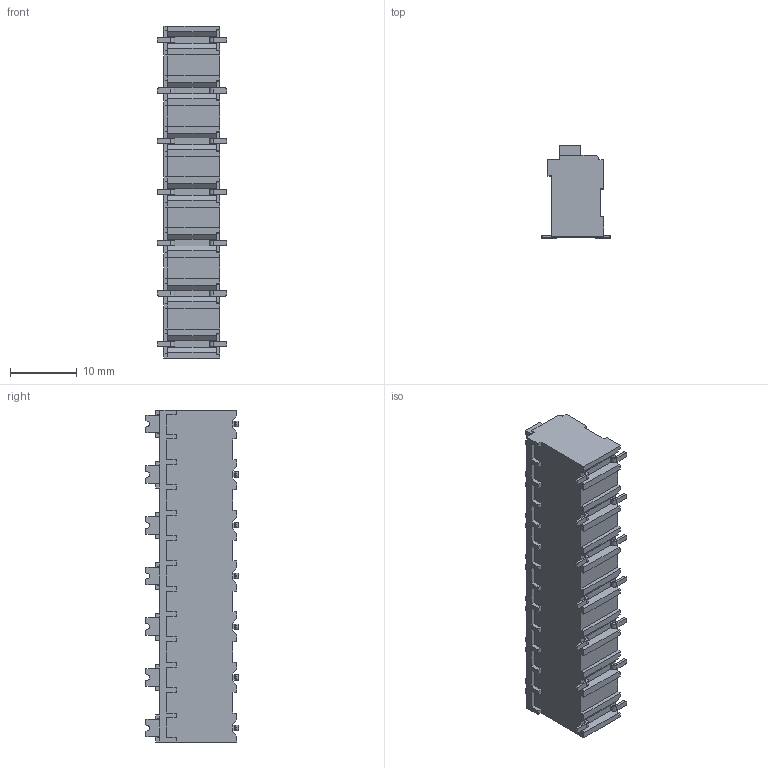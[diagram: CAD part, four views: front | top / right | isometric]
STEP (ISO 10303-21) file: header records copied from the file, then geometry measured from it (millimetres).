
FILE_DESCRIPTION((''),'2;1');
FILE_NAME('TLM-004VS-7_62-XXP-X','2024-09-30T',('sj'),(''),'PRO/ENGINEER BY PARAMETRIC TECHNOLOGY CORPORATION, 2015240','PRO/ENGINEER BY PARAMETRIC TECHNOLOGY CORPORATION, 2015240','');
FILE_SCHEMA(('CONFIG_CONTROL_DESIGN','SHAPE_APPEARANCE_LAYERS_GROUPS'));
Length unit declared in the file: millimetre
Products named in the file (1): TLM-004VS-7_62-XXP-X
Bounding box: 10.5 x 13.85 x 49.92 mm (x, y, z)
Volume: 2812.8 mm3; surface area: 4170.1 mm2
Topology: 1 solids, 1 shells, 692 faces, 1995 edges, 1326 vertices
Faces by surface type: plane 594, cylinder 98
Entity records: 22603 total; most frequent: CARTESIAN_POINT 4223, ORIENTED_EDGE 3990, DIRECTION 3561, EDGE_CURVE 1995, VECTOR 1729, LINE 1729, VERTEX_POINT 1326, AXIS2_PLACEMENT_3D 916
